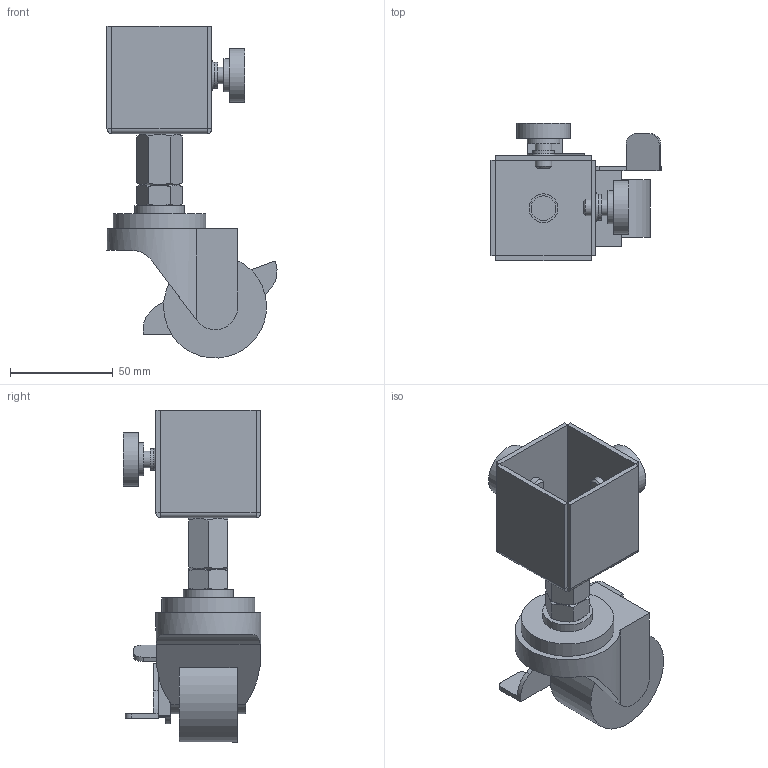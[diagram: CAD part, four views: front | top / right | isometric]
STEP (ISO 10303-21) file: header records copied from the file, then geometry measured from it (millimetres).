
FILE_DESCRIPTION(/* description */ (''),/* implementation_level */ '2;1');
FILE_NAME(/* name */ 'キャスターベースAssy 45角用(φ50).stp',/* time_stamp */ '2022-09-20T14:14:33+09:00',/* author */ ('sah_deepak'),/* organization */ (''),/* preprocessor_version */ 'ST-DEVELOPER v18.1',/* originating_system */ 'Autodesk Inventor 2021',/* authorisation */ '');
FILE_SCHEMA (('AUTOMOTIVE_DESIGN { 1 0 10303 214 3 1 1 }'));
Length unit declared in the file: millimetre
Products named in the file (6): K011-660; K011-661; M12×25; JIS B 1181 - HN - Class 2 Finished M12; st_50rhs_m12_35; K0019075-サムスクリューM8×20
Assembly tree (6 placements, depth 2):
  K011-660
    K011-661
    M12×25
    JIS B 1181 - HN - Class 2 Finished M12
    st_50rhs_m12_35
    K0019075-サムスクリューM8×20  x2
Bounding box: 82.57 x 66.8 x 161.25 mm (x, y, z)
Volume: 170536.5 mm3; surface area: 54608.2 mm2
Topology: 6 solids, 6 shells, 159 faces, 365 edges, 227 vertices
Faces by surface type: plane 91, cylinder 44, cone 20, torus 2, bspline 2
Full cylindrical faces by diameter (mm): 8 x4, 10.106 x2, 10.6 x1, 12 x1, 12.6 x1, 14 x1, 16 x2, 24.25 x1, 26 x2, 45 x1
Entity records: 4538 total; most frequent: CARTESIAN_POINT 843, DIRECTION 755, ORIENTED_EDGE 706, EDGE_CURVE 353, AXIS2_PLACEMENT_3D 279, VERTEX_POINT 219, LINE 197, VECTOR 197
